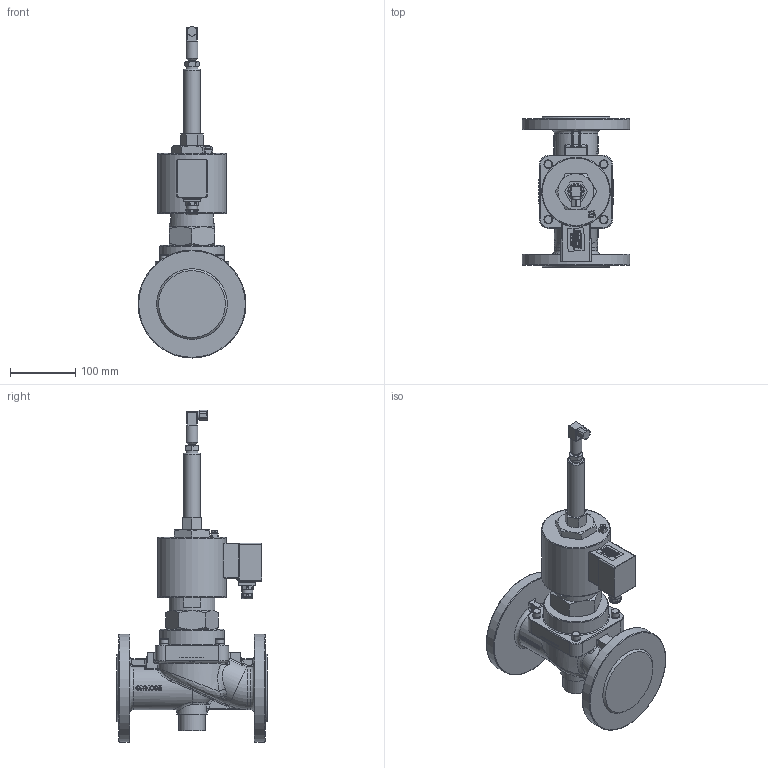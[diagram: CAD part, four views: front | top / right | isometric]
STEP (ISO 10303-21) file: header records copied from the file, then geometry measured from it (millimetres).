
FILE_DESCRIPTION(/* description */ ('STP-Datei'),/* implementation_level */ '2;1');
FILE_NAME(/* name */ '037.000755_A3706-0504-.272-EH.stp',/* time_stamp */ '2018-06-11T08:37:50+02:00',/* author */ ('jkuehnel'),/* organization */ (''),/* preprocessor_version */ 'ST-DEVELOPER v16.1',/* originating_system */ 'Autodesk Inventor 2016',/* authorisation */ '');
FILE_SCHEMA (('AUTOMOTIVE_DESIGN { 1 0 10303 214 3 1 1 }'));
Products named in the file (1): 88-003941
Bounding box: 165 x 230 x 507.59 mm (x, y, z)
Volume: 3440839.4 mm3; surface area: 265717.7 mm2
Topology: 2 solids, 2 shells, 2335 faces, 6256 edges, 4061 vertices
Faces by surface type: plane 1057, bspline 920, cylinder 209, cone 78, torus 59, sphere 12
Full cylindrical faces by diameter (mm): 4.51 x1, 8 x4, 12 x2, 13 x4, 17 x2, 18 x2, 25.8 x1, 40 x1, 46 x1, 70 x1, 99 x1, 101.16 x1, 105.16 x1, 165 x2
Entity records: 95323 total; most frequent: CARTESIAN_POINT 41665, ORIENTED_EDGE 12346, DIRECTION 7460, EDGE_CURVE 6173, VERTEX_POINT 4047, LINE 3380, VECTOR 3380, EDGE_LOOP 2548
